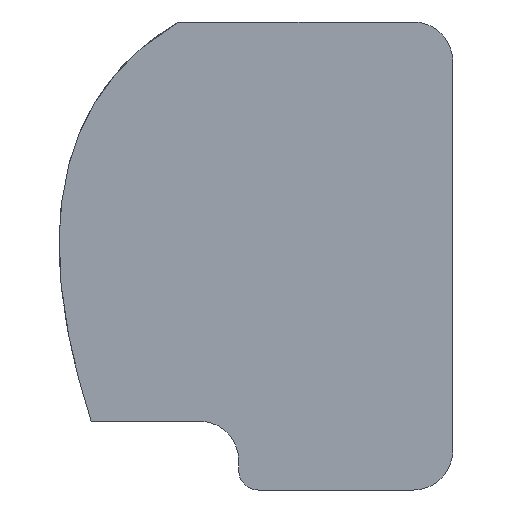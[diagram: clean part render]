
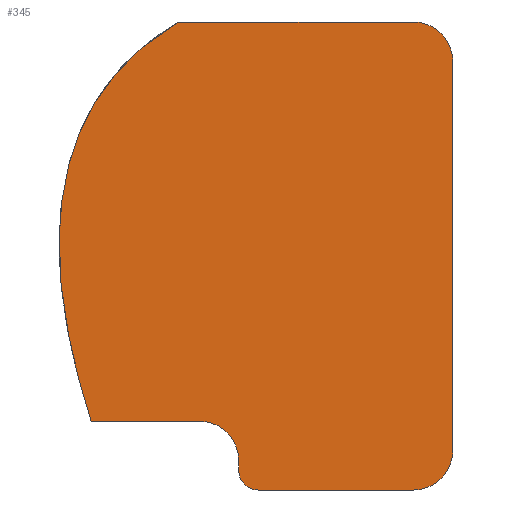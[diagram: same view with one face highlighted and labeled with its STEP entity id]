
A CAD part, front view. The second image highlights one B-rep face of the part: STEP entity #345.
In plain terms, the highlighted planar face has unit normal (0, -1, 0).
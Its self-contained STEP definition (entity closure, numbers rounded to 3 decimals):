
#7 = VERTEX_POINT ( 'NONE', #137 ) ;
#12 = CARTESIAN_POINT ( 'NONE',  ( 1.124, 0.02, 0.337 ) ) ;
#20 = CARTESIAN_POINT ( 'NONE',  ( 0.763, 0.02, -1.645 ) ) ;
#23 = LINE ( 'NONE', #74, #205 ) ;
#29 = VERTEX_POINT ( 'NONE', #183 ) ;
#43 = PLANE ( 'NONE',  #365 ) ;
#47 = CARTESIAN_POINT ( 'NONE',  ( 0.635, 0.02, -0.344 ) ) ;
#48 = CARTESIAN_POINT ( 'NONE',  ( 0.763, 0.02, -1.645 ) ) ;
#56 = ORIENTED_EDGE ( 'NONE', *, *, #245, .T. ) ;
#72 = CARTESIAN_POINT ( 'NONE',  ( 2.401, 0.02, -1.795 ) ) ;
#74 = CARTESIAN_POINT ( 'NONE',  ( 1.513, 0.02, -1.845 ) ) ;
#76 = CARTESIAN_POINT ( 'NONE',  ( 2.401, 0.02, -1.995 ) ) ;
#77 = EDGE_CURVE ( 'NONE', #393, #391, #448, .T. ) ;
#81 = DIRECTION ( 'NONE',  ( 0., -1., 0. ) ) ;
#84 = CARTESIAN_POINT ( 'NONE',  ( 0.734, 0.02, -1.555 ) ) ;
#85 = VERTEX_POINT ( 'NONE', #483 ) ;
#88 = CARTESIAN_POINT ( 'NONE',  ( 0.661, 0.02, -1.281 ) ) ;
#90 = CARTESIAN_POINT ( 'NONE',  ( 0.748, 0.02, -1.6 ) ) ;
#91 = DIRECTION ( 'NONE',  ( 0., -1., 0. ) ) ;
#97 = CIRCLE ( 'NONE', #163, 0.2 ) ;
#107 = DIRECTION ( 'NONE',  ( 0., 0., -1. ) ) ;
#127 = ORIENTED_EDGE ( 'NONE', *, *, #152, .T. ) ;
#135 = ORIENTED_EDGE ( 'NONE', *, *, #323, .T. ) ;
#137 = CARTESIAN_POINT ( 'NONE',  ( 1.513, 0.02, -1.845 ) ) ;
#148 = CARTESIAN_POINT ( 'NONE',  ( 1.613, 0.02, -1.995 ) ) ;
#152 = EDGE_CURVE ( 'NONE', #29, #85, #382, .T. ) ;
#155 = CARTESIAN_POINT ( 'NONE',  ( 0.599, 0.02, -0.91 ) ) ;
#162 = CARTESIAN_POINT ( 'NONE',  ( 0.847, 0.02, 0.079 ) ) ;
#163 = AXIS2_PLACEMENT_3D ( 'NONE', #203, #388, #192 ) ;
#183 = CARTESIAN_POINT ( 'NONE',  ( 1.513, 0.02, -1.895 ) ) ;
#190 = DIRECTION ( 'NONE',  ( 0., 0., -1. ) ) ;
#191 = CARTESIAN_POINT ( 'NONE',  ( 1.613, 0.02, -1.895 ) ) ;
#192 = DIRECTION ( 'NONE',  ( 0., 0., -1. ) ) ;
#200 = CARTESIAN_POINT ( 'NONE',  ( 0.708, 0.02, -1.464 ) ) ;
#203 = CARTESIAN_POINT ( 'NONE',  ( 1.313, 0.02, -1.845 ) ) ;
#205 = VECTOR ( 'NONE', #385, 1000. ) ;
#210 = ORIENTED_EDGE ( 'NONE', *, *, #387, .T. ) ;
#221 = ORIENTED_EDGE ( 'NONE', *, *, #486, .T. ) ;
#222 = LINE ( 'NONE', #470, #426 ) ;
#227 = DIRECTION ( 'NONE',  ( 0., -1., 0. ) ) ;
#228 = CARTESIAN_POINT ( 'NONE',  ( 1.313, 0.02, -1.645 ) ) ;
#232 = VERTEX_POINT ( 'NONE', #419 ) ;
#236 = DIRECTION ( 'NONE',  ( 1., 0., 0. ) ) ;
#237 = CARTESIAN_POINT ( 'NONE',  ( 2.401, 0.02, 0.185 ) ) ;
#238 = CARTESIAN_POINT ( 'NONE',  ( 0.763, 0.02, -1.633 ) ) ;
#241 = VECTOR ( 'NONE', #366, 1000. ) ;
#242 = CARTESIAN_POINT ( 'NONE',  ( 0.589, 0.02, -0.719 ) ) ;
#245 = EDGE_CURVE ( 'NONE', #420, #393, #389, .T. ) ;
#249 = VERTEX_POINT ( 'NONE', #307 ) ;
#260 = CIRCLE ( 'NONE', #453, 0.2 ) ;
#261 = VERTEX_POINT ( 'NONE', #308 ) ;
#266 = VECTOR ( 'NONE', #335, 1000. ) ;
#271 = CARTESIAN_POINT ( 'NONE',  ( 0.755, 0.02, -1.623 ) ) ;
#272 = CARTESIAN_POINT ( 'NONE',  ( 0.745, 0.02, -1.589 ) ) ;
#279 = CARTESIAN_POINT ( 'NONE',  ( 0.695, 0.02, -1.418 ) ) ;
#286 = B_SPLINE_CURVE_WITH_KNOTS ( 'NONE', 3,
 ( #465, #12, #398, #434, #162, #430, #47, #242, #155, #313, #88, #279, #200, #317, #84, #272, #90, #271, #238, #48 ),
 .UNSPECIFIED., .F., .F.,
 ( 4, 2, 2, 2, 2, 2, 2, 2, 2, 4 ),
 ( 0., 0., 0.001, 0.001, 0.002, 0.002, 0.002, 0.002, 0.002, 0.002 ),
 .UNSPECIFIED. ) ;
#288 = ORIENTED_EDGE ( 'NONE', *, *, #310, .T. ) ;
#290 = LINE ( 'NONE', #148, #493 ) ;
#292 = LINE ( 'NONE', #20, #241 ) ;
#300 = EDGE_CURVE ( 'NONE', #249, #261, #286, .T. ) ;
#301 = CARTESIAN_POINT ( 'NONE',  ( 2.601, 0.02, -1.995 ) ) ;
#307 = CARTESIAN_POINT ( 'NONE',  ( 1.206, 0.02, 0.385 ) ) ;
#308 = CARTESIAN_POINT ( 'NONE',  ( 0.763, 0.02, -1.645 ) ) ;
#310 = EDGE_CURVE ( 'NONE', #416, #7, #97, .T. ) ;
#311 = ORIENTED_EDGE ( 'NONE', *, *, #77, .T. ) ;
#313 = CARTESIAN_POINT ( 'NONE',  ( 0.642, 0.02, -1.189 ) ) ;
#317 = CARTESIAN_POINT ( 'NONE',  ( 0.727, 0.02, -1.532 ) ) ;
#323 = EDGE_CURVE ( 'NONE', #391, #232, #260, .T. ) ;
#326 = ORIENTED_EDGE ( 'NONE', *, *, #431, .T. ) ;
#334 = AXIS2_PLACEMENT_3D ( 'NONE', #72, #384, #107 ) ;
#335 = DIRECTION ( 'NONE',  ( 0., 0., 1. ) ) ;
#344 = AXIS2_PLACEMENT_3D ( 'NONE', #191, #227, #190 ) ;
#345 = ADVANCED_FACE ( 'NONE', ( #400 ), #43, .T. ) ;
#351 = DIRECTION ( 'NONE',  ( 0., 0., -1. ) ) ;
#356 = DIRECTION ( 'NONE',  ( 0., 0., -1. ) ) ;
#359 = CARTESIAN_POINT ( 'NONE',  ( 2.601, 0.02, 0.185 ) ) ;
#365 = AXIS2_PLACEMENT_3D ( 'NONE', #428, #81, #351 ) ;
#366 = DIRECTION ( 'NONE',  ( 1., 0., 0. ) ) ;
#382 = CIRCLE ( 'NONE', #344, 0.1 ) ;
#384 = DIRECTION ( 'NONE',  ( 0., -1., 0. ) ) ;
#385 = DIRECTION ( 'NONE',  ( 0., 0., -1. ) ) ;
#387 = EDGE_CURVE ( 'NONE', #232, #249, #222, .T. ) ;
#388 = DIRECTION ( 'NONE',  ( 0., 1., 0. ) ) ;
#389 = CIRCLE ( 'NONE', #334, 0.2 ) ;
#391 = VERTEX_POINT ( 'NONE', #359 ) ;
#393 = VERTEX_POINT ( 'NONE', #435 ) ;
#398 = CARTESIAN_POINT ( 'NONE',  ( 1.048, 0.02, 0.281 ) ) ;
#400 = FACE_OUTER_BOUND ( 'NONE', #492, .T. ) ;
#410 = ORIENTED_EDGE ( 'NONE', *, *, #422, .T. ) ;
#416 = VERTEX_POINT ( 'NONE', #228 ) ;
#419 = CARTESIAN_POINT ( 'NONE',  ( 2.401, 0.02, 0.385 ) ) ;
#420 = VERTEX_POINT ( 'NONE', #76 ) ;
#422 = EDGE_CURVE ( 'NONE', #7, #29, #23, .T. ) ;
#426 = VECTOR ( 'NONE', #437, 1000. ) ;
#428 = CARTESIAN_POINT ( 'NONE',  ( 1.613, 0.02, -1.895 ) ) ;
#430 = CARTESIAN_POINT ( 'NONE',  ( 0.694, 0.02, -0.159 ) ) ;
#431 = EDGE_CURVE ( 'NONE', #85, #420, #290, .T. ) ;
#434 = CARTESIAN_POINT ( 'NONE',  ( 0.909, 0.02, 0.153 ) ) ;
#435 = CARTESIAN_POINT ( 'NONE',  ( 2.601, 0.02, -1.795 ) ) ;
#437 = DIRECTION ( 'NONE',  ( -1., 0., 0. ) ) ;
#439 = ORIENTED_EDGE ( 'NONE', *, *, #300, .T. ) ;
#448 = LINE ( 'NONE', #301, #266 ) ;
#453 = AXIS2_PLACEMENT_3D ( 'NONE', #237, #91, #356 ) ;
#465 = CARTESIAN_POINT ( 'NONE',  ( 1.206, 0.02, 0.385 ) ) ;
#470 = CARTESIAN_POINT ( 'NONE',  ( 2.601, 0.02, 0.385 ) ) ;
#483 = CARTESIAN_POINT ( 'NONE',  ( 1.613, 0.02, -1.995 ) ) ;
#486 = EDGE_CURVE ( 'NONE', #261, #416, #292, .T. ) ;
#492 = EDGE_LOOP ( 'NONE', ( #311, #135, #210, #439, #221, #288, #410, #127, #326, #56 ) ) ;
#493 = VECTOR ( 'NONE', #236, 1000. ) ;
